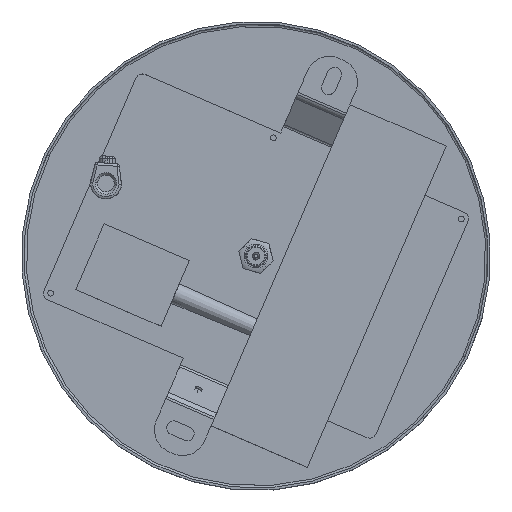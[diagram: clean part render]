
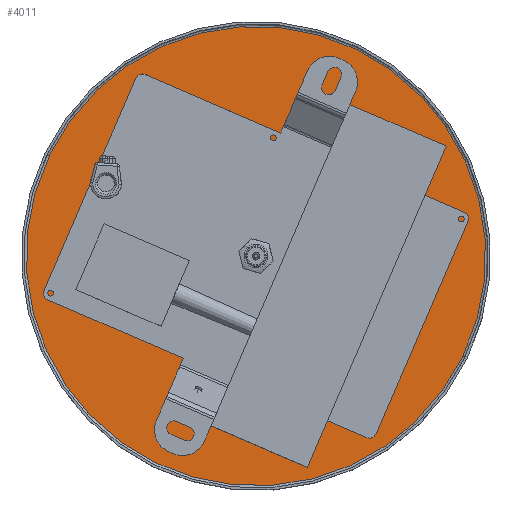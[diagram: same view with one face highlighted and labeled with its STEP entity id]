
A CAD part, top view. The second image highlights one B-rep face of the part: STEP entity #4011.
In plain terms, the highlighted planar face has unit normal (0, 0, 1).
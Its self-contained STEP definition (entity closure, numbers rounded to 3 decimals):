
#220 = CARTESIAN_POINT ( 'NONE',  ( 0., 0., 1. ) ) ;
#496 = CIRCLE ( 'NONE', #17059, 96.5 ) ;
#500 = DIRECTION ( 'NONE',  ( 1., 0., 0. ) ) ;
#510 = EDGE_CURVE ( 'NONE', #13169, #11820, #3176, .T. ) ;
#1225 = AXIS2_PLACEMENT_3D ( 'NONE', #14106, #1908, #5235 ) ;
#1376 = PLANE ( 'NONE',  #1659 ) ;
#1659 = AXIS2_PLACEMENT_3D ( 'NONE', #18232, #12032, #19585 ) ;
#1908 = DIRECTION ( 'NONE',  ( 0., 0., 1. ) ) ;
#2348 = FACE_BOUND ( 'NONE', #16748, .T. ) ;
#2855 = CIRCLE ( 'NONE', #19757, 5.5 ) ;
#3121 = DIRECTION ( 'NONE',  ( 1., 0., 0. ) ) ;
#3176 = CIRCLE ( 'NONE', #17429, 5.5 ) ;
#3560 = DIRECTION ( 'NONE',  ( 1., 0., 0. ) ) ;
#4011 = ADVANCED_FACE ( 'NONE', ( #2348, #7579, #19288 ), #1376, .T. ) ;
#4460 = DIRECTION ( 'NONE',  ( 0., 0., -1. ) ) ;
#5105 = ORIENTED_EDGE ( 'NONE', *, *, #7564, .F. ) ;
#5235 = DIRECTION ( 'NONE',  ( 1., 0., 0. ) ) ;
#6093 = CIRCLE ( 'NONE', #10237, 5.5 ) ;
#6265 = EDGE_LOOP ( 'NONE', ( #16593, #19076 ) ) ;
#6458 = CARTESIAN_POINT ( 'NONE',  ( -5.5, 0., 1. ) ) ;
#7139 = DIRECTION ( 'NONE',  ( 1., 0., 0. ) ) ;
#7415 = CARTESIAN_POINT ( 'NONE',  ( 5.5, 0., 1. ) ) ;
#7564 = EDGE_CURVE ( 'NONE', #11820, #13169, #16466, .T. ) ;
#7579 = FACE_BOUND ( 'NONE', #16790, .T. ) ;
#8027 = DIRECTION ( 'NONE',  ( 0., 0., 1. ) ) ;
#8413 = DIRECTION ( 'NONE',  ( 0., 0., 1. ) ) ;
#8709 = CARTESIAN_POINT ( 'NONE',  ( 96.5, 0., 1. ) ) ;
#8956 = VERTEX_POINT ( 'NONE', #8709 ) ;
#9175 = ORIENTED_EDGE ( 'NONE', *, *, #510, .F. ) ;
#9534 = DIRECTION ( 'NONE',  ( 1., 0., 0. ) ) ;
#9619 = CARTESIAN_POINT ( 'NONE',  ( 0., 0., 1. ) ) ;
#9934 = DIRECTION ( 'NONE',  ( 0., 0., 1. ) ) ;
#10054 = CARTESIAN_POINT ( 'NONE',  ( -70., 0., 1. ) ) ;
#10237 = AXIS2_PLACEMENT_3D ( 'NONE', #10054, #9934, #7139 ) ;
#11341 = VERTEX_POINT ( 'NONE', #19143 ) ;
#11820 = VERTEX_POINT ( 'NONE', #6458 ) ;
#12032 = DIRECTION ( 'NONE',  ( 0., 0., 1. ) ) ;
#12568 = VERTEX_POINT ( 'NONE', #18267 ) ;
#12636 = CARTESIAN_POINT ( 'NONE',  ( -96.5, 0., 1. ) ) ;
#12902 = VERTEX_POINT ( 'NONE', #12636 ) ;
#13169 = VERTEX_POINT ( 'NONE', #7415 ) ;
#13348 = CIRCLE ( 'NONE', #13594, 96.5 ) ;
#13449 = ORIENTED_EDGE ( 'NONE', *, *, #13573, .F. ) ;
#13573 = EDGE_CURVE ( 'NONE', #12568, #11341, #6093, .T. ) ;
#13594 = AXIS2_PLACEMENT_3D ( 'NONE', #9619, #15454, #500 ) ;
#13667 = CARTESIAN_POINT ( 'NONE',  ( 0., 0., 1. ) ) ;
#14106 = CARTESIAN_POINT ( 'NONE',  ( 0., 0., 1. ) ) ;
#15325 = ORIENTED_EDGE ( 'NONE', *, *, #16887, .F. ) ;
#15454 = DIRECTION ( 'NONE',  ( 0., 0., -1. ) ) ;
#16076 = EDGE_CURVE ( 'NONE', #8956, #12902, #496, .T. ) ;
#16466 = CIRCLE ( 'NONE', #1225, 5.5 ) ;
#16593 = ORIENTED_EDGE ( 'NONE', *, *, #16076, .F. ) ;
#16748 = EDGE_LOOP ( 'NONE', ( #15325, #13449 ) ) ;
#16756 = EDGE_CURVE ( 'NONE', #12902, #8956, #13348, .T. ) ;
#16790 = EDGE_LOOP ( 'NONE', ( #5105, #9175 ) ) ;
#16887 = EDGE_CURVE ( 'NONE', #11341, #12568, #2855, .T. ) ;
#17059 = AXIS2_PLACEMENT_3D ( 'NONE', #13667, #4460, #3121 ) ;
#17429 = AXIS2_PLACEMENT_3D ( 'NONE', #220, #8027, #9534 ) ;
#18232 = CARTESIAN_POINT ( 'NONE',  ( 0., 0., 1. ) ) ;
#18267 = CARTESIAN_POINT ( 'NONE',  ( -64.5, 0., 1. ) ) ;
#18920 = CARTESIAN_POINT ( 'NONE',  ( -70., 0., 1. ) ) ;
#19076 = ORIENTED_EDGE ( 'NONE', *, *, #16756, .F. ) ;
#19143 = CARTESIAN_POINT ( 'NONE',  ( -75.5, 0., 1. ) ) ;
#19288 = FACE_OUTER_BOUND ( 'NONE', #6265, .T. ) ;
#19585 = DIRECTION ( 'NONE',  ( 1., 0., 0. ) ) ;
#19757 = AXIS2_PLACEMENT_3D ( 'NONE', #18920, #8413, #3560 ) ;
